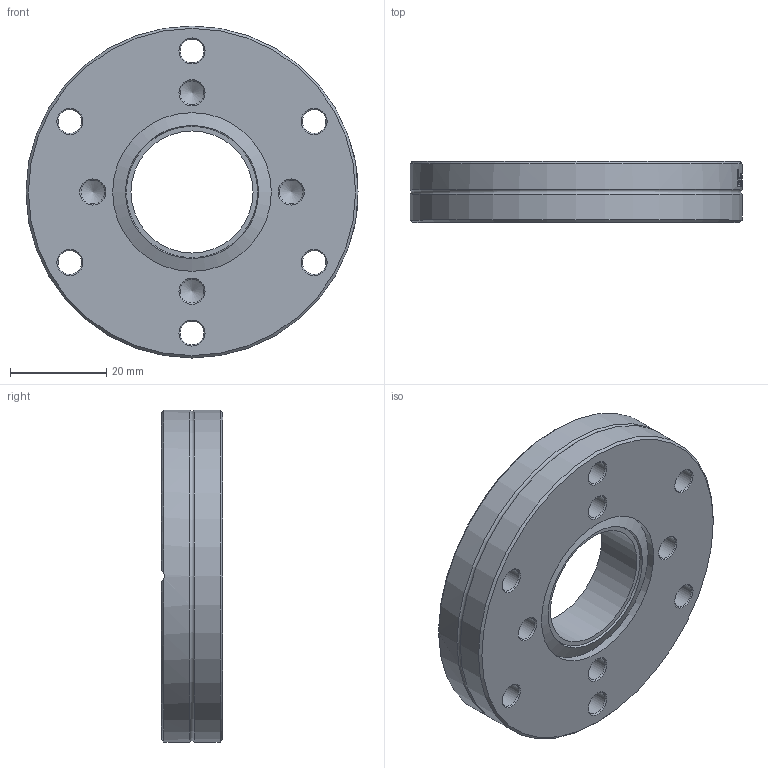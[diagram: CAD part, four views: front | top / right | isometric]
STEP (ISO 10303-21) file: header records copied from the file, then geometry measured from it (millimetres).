
FILE_DESCRIPTION(/* description */ (''),/* implementation_level */ '2;1');
FILE_NAME(/* name */ 'FL-Z40-25.stp',/* time_stamp */ '2023-01-17T12:43:08Z',/* author */ ('Paul'),/* organization */ (''),/* preprocessor_version */ 'ST-DEVELOPER v19.2',/* originating_system */ 'Autodesk Inventor 2023',/* authorisation */ '');
FILE_SCHEMA (('AUTOMOTIVE_DESIGN { 1 0 10303 214 3 1 1 }'));
Length unit declared in the file: millimetre
Products named in the file (1): FL-Z40-25
Bounding box: 69.1 x 12.7 x 69.1 mm (x, y, z)
Volume: 36996 mm3; surface area: 11992.3 mm2
Topology: 1 solids, 1 shells, 141 faces, 379 edges, 248 vertices
Faces by surface type: plane 47, bspline 41, cone 27, cylinder 25, torus 1
Full cylindrical faces by diameter (mm): 4.917 x10, 25.4 x1, 33.02 x1, 48.26 x1, 69.1 x2
Entity records: 5910 total; most frequent: CARTESIAN_POINT 2499, ORIENTED_EDGE 750, DIRECTION 616, EDGE_CURVE 375, VERTEX_POINT 248, AXIS2_PLACEMENT_3D 232, EDGE_LOOP 167, LINE 152
